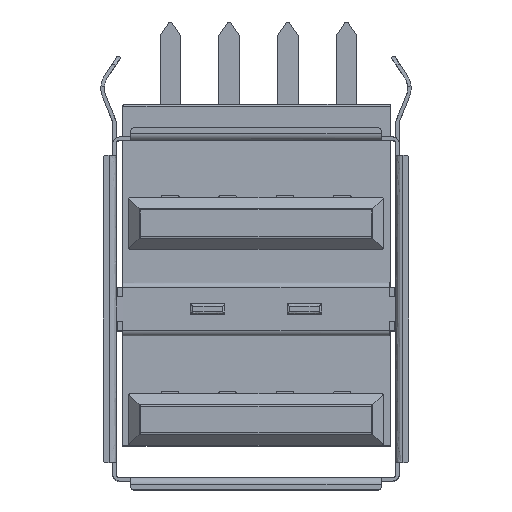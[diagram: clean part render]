
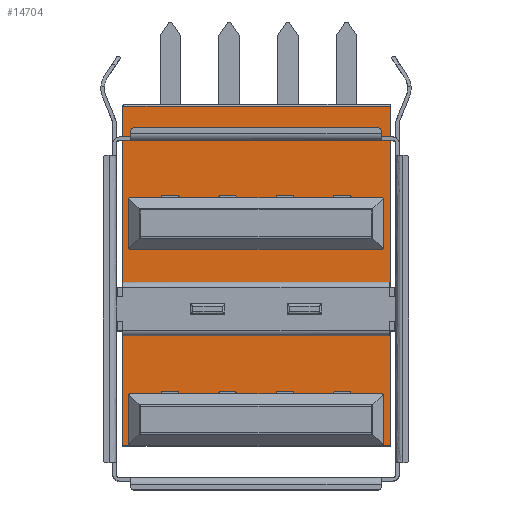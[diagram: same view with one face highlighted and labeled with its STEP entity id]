
A CAD part, top view. The second image highlights one B-rep face of the part: STEP entity #14704.
In plain terms, the highlighted free-form (B-spline) face has degree [1, 1] with [2, 2] control points.
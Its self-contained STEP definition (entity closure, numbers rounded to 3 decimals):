
#401 = CARTESIAN_POINT ( 'NONE',  ( -5.8, -5.942, 6.996 ) ) ;
#1137 = EDGE_CURVE ( 'NONE', #5394, #5639, #9260, .T. ) ;
#1717 = B_SPLINE_CURVE_WITH_KNOTS ( 'NONE', 1,
 ( #6097, #16269 ),
 .UNSPECIFIED., .F., .F.,
 ( 2, 2 ),
 ( 0., 1. ),
 .UNSPECIFIED. ) ;
#1944 = CARTESIAN_POINT ( 'NONE',  ( 5.865, -5.942, 6.996 ) ) ;
#3018 = CARTESIAN_POINT ( 'NONE',  ( -5.8, -5.942, 6.996 ) ) ;
#3488 = CARTESIAN_POINT ( 'NONE',  ( 5.865, -5.942, 6.996 ) ) ;
#4069 = CARTESIAN_POINT ( 'NONE',  ( 5.865, -5.942, 6.996 ) ) ;
#5278 = CARTESIAN_POINT ( 'NONE',  ( 5.865, 8.854, 6.996 ) ) ;
#5394 = VERTEX_POINT ( 'NONE', #3018 ) ;
#5639 = VERTEX_POINT ( 'NONE', #4069 ) ;
#6097 = CARTESIAN_POINT ( 'NONE',  ( 5.865, 8.854, 6.996 ) ) ;
#7000 = VERTEX_POINT ( 'NONE', #7764 ) ;
#7365 = EDGE_CURVE ( 'NONE', #10592, #7000, #1717, .T. ) ;
#7764 = CARTESIAN_POINT ( 'NONE',  ( -5.8, 8.854, 6.996 ) ) ;
#8117 = CARTESIAN_POINT ( 'NONE',  ( 5.865, 8.854, 6.996 ) ) ;
#8167 = EDGE_CURVE ( 'NONE', #5394, #7000, #18670, .T. ) ;
#9260 = B_SPLINE_CURVE_WITH_KNOTS ( 'NONE', 1,
 ( #401, #1944 ),
 .UNSPECIFIED., .F., .F.,
 ( 2, 2 ),
 ( 0., 1. ),
 .UNSPECIFIED. ) ;
#10592 = VERTEX_POINT ( 'NONE', #14916 ) ;
#10965 = ORIENTED_EDGE ( 'NONE', *, *, #1137, .T. ) ;
#11010 = B_SPLINE_SURFACE_WITH_KNOTS ( 'NONE', 1, 1, ( 
 ( #13729, #16978 ),
 ( #3488, #5278 ) ),
 .UNSPECIFIED., .F., .F., .F.,
 ( 2, 2 ),
 ( 2, 2 ),
 ( 0., 1. ),
 ( 0., 1. ),
 .UNSPECIFIED. ) ;
#12025 = ORIENTED_EDGE ( 'NONE', *, *, #13174, .F. ) ;
#12554 = CARTESIAN_POINT ( 'NONE',  ( -5.8, -5.942, 6.996 ) ) ;
#12840 = CARTESIAN_POINT ( 'NONE',  ( -5.8, 8.854, 6.996 ) ) ;
#13174 = EDGE_CURVE ( 'NONE', #10592, #5639, #18365, .T. ) ;
#13472 = CARTESIAN_POINT ( 'NONE',  ( 5.865, -5.942, 6.996 ) ) ;
#13729 = CARTESIAN_POINT ( 'NONE',  ( -5.8, -5.942, 6.996 ) ) ;
#14704 = ADVANCED_FACE ( 'NONE', ( #20689 ), #11010, .T. ) ;
#14916 = CARTESIAN_POINT ( 'NONE',  ( 5.865, 8.854, 6.996 ) ) ;
#15185 = ORIENTED_EDGE ( 'NONE', *, *, #8167, .F. ) ;
#16269 = CARTESIAN_POINT ( 'NONE',  ( -5.8, 8.854, 6.996 ) ) ;
#16849 = ORIENTED_EDGE ( 'NONE', *, *, #7365, .T. ) ;
#16978 = CARTESIAN_POINT ( 'NONE',  ( -5.8, 8.854, 6.996 ) ) ;
#18365 = B_SPLINE_CURVE_WITH_KNOTS ( 'NONE', 1,
 ( #8117, #13472 ),
 .UNSPECIFIED., .F., .F.,
 ( 2, 2 ),
 ( 0., 1. ),
 .UNSPECIFIED. ) ;
#18670 = B_SPLINE_CURVE_WITH_KNOTS ( 'NONE', 1,
 ( #12554, #12840 ),
 .UNSPECIFIED., .F., .F.,
 ( 2, 2 ),
 ( 0., 1. ),
 .UNSPECIFIED. ) ;
#20019 = EDGE_LOOP ( 'NONE', ( #10965, #12025, #16849, #15185 ) ) ;
#20689 = FACE_OUTER_BOUND ( 'NONE', #20019, .T. ) ;
